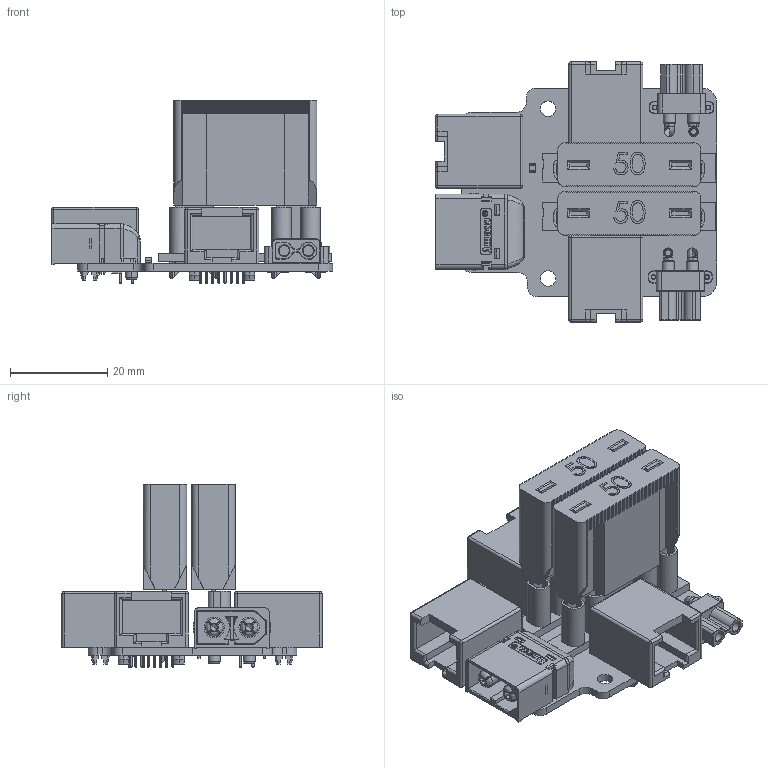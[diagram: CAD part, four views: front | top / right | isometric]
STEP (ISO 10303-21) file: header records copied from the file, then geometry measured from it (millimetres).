
FILE_DESCRIPTION(('KiCad electronic assembly'),'2;1');
FILE_NAME('rocket_splitter_v2.step','2024-07-10T15:34:50',('Pcbnew'),( 'Kicad'),'Open CASCADE STEP processor 7.6','KiCad to STEP converter' ,'Unknown');
FILE_SCHEMA(('AUTOMOTIVE_DESIGN { 1 0 10303 214 1 1 1 1 }'));
Length unit declared in the file: millimetre
Products named in the file (16): rocket_splitter_v2 1; LED_0805_2012Metric; XT60PW-M; Áã¼þ27^XT6PW-M; 54601-908WPLF; XT30PW-F; 3555-2; 50A MAXI FUSE, RED; R_0805_2012Metric; rocket_splitter_v2_PCB
Assembly tree (20 placements, depth 3):
  rocket_splitter_v2 1
    LED_0805_2012Metric
      LED_0805_2012Metric
    XT60PW-M
      Áã¼þ27^XT6PW-M
    54601-908WPLF  x3
      54601-908WPLF
    XT30PW-F  x2
      XT30PW-F
    3555-2  x2
      3555-2
    50A MAXI FUSE, RED  x2
      50A MAXI FUSE, RED
    R_0805_2012Metric
      R_0805_2012Metric
    rocket_splitter_v2_PCB
Bounding box: 57.98 x 53.61 x 37.81 mm (x, y, z)
Volume: 21983.1 mm3; surface area: 26075.5 mm2
Topology: 51 solids, 53 shells, 2760 faces, 7073 edges, 4450 vertices
Faces by surface type: plane 1851, cylinder 565, cone 166, bspline 122, torus 40, sphere 12, revolution 4
Full cylindrical faces by diameter (mm): 0.76 x24, 1 x4, 1.9 x4, 2 x2, 2.506 x4, 2.7 x2, 3.2 x2, 3.35 x6, 4.039 x8
Entity records: 63913 total; most frequent: CARTESIAN_POINT 16891, ORIENTED_EDGE 9014, DIRECTION 8313, EDGE_CURVE 4507, LINE 3339, VECTOR 3339, VERTEX_POINT 2872, AXIS2_PLACEMENT_3D 2486
